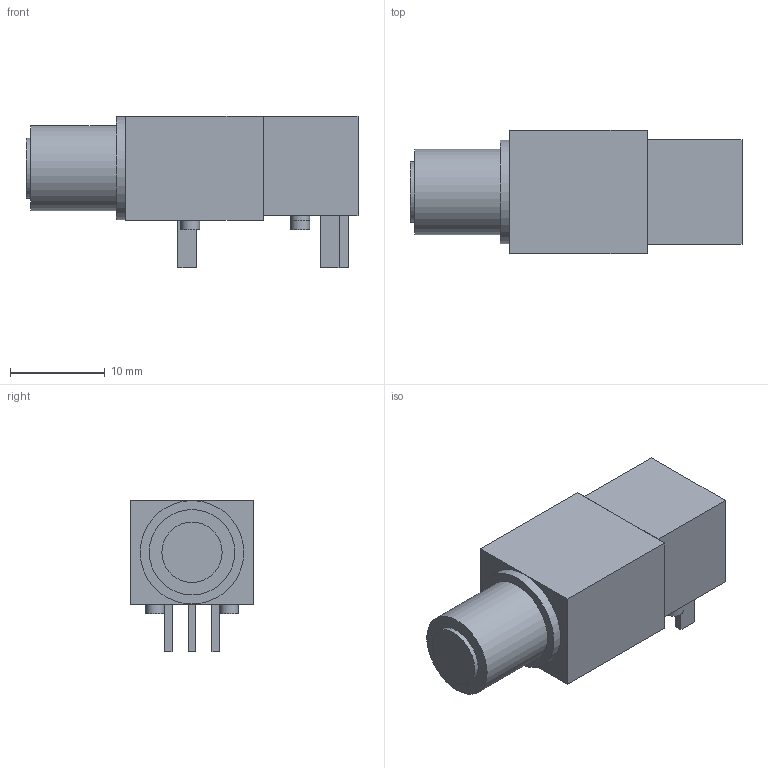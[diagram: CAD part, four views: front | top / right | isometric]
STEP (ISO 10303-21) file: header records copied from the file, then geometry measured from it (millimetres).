
FILE_DESCRIPTION(('FreeCAD Model'),'2;1');
FILE_NAME('Open CASCADE Shape Model','2025-09-20T21:08:19',(''),(''), 'Open CASCADE STEP processor 7.8','FreeCAD','Unknown');
FILE_SCHEMA(('AUTOMOTIVE_DESIGN { 1 0 10303 214 1 1 1 1 }'));
Length unit declared in the file: millimetre
Products named in the file (17): Unnamed; cube; cylinder004; cylinder005; cylinder006; cube001; cylinder; cylinder001; Group; cylinder002; difference; cylinder003; cube004; Group002; Group001; cube002; cube003
Assembly tree (16 placements, depth 2):
  Unnamed
    cube
    cylinder004
    cylinder005
    cylinder006
    cube001
    cylinder
    cylinder001
    Group
    cylinder002
    difference
    cylinder003
    cube004
    Group002
    Group001
    cube002
    cube003
Bounding box: 35 x 13 x 16 mm (x, y, z)
Surface area: 6909.8 mm2
Topology: 21 solids, 21 shells, 111 faces, 192 edges, 128 vertices
Faces by surface type: plane 95, cylinder 16
Full cylindrical faces by diameter (mm): 2 x8, 6.35 x2, 9 x3, 10.9 x3
Entity records: 3083 total; most frequent: DIRECTION 480, CARTESIAN_POINT 448, ORIENTED_EDGE 384, EDGE_CURVE 192, AXIS2_PLACEMENT_3D 160, LINE 160, VECTOR 160, VERTEX_POINT 128
